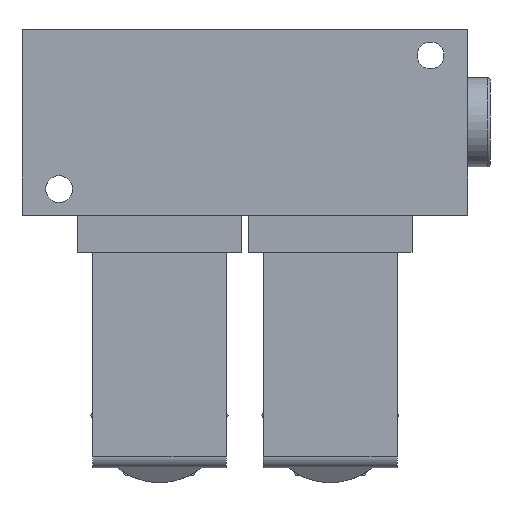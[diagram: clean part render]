
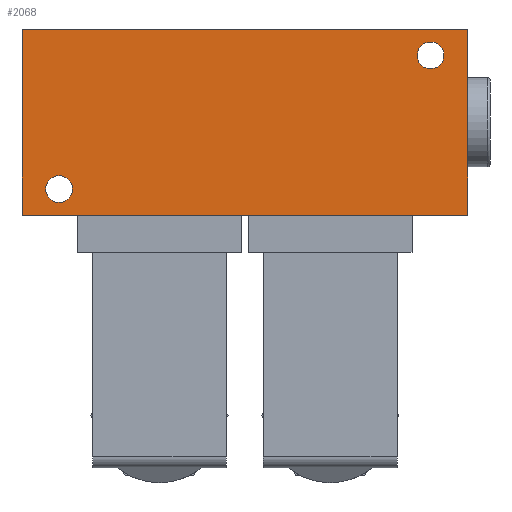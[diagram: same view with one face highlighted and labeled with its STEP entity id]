
A CAD part, front view. The second image highlights one B-rep face of the part: STEP entity #2068.
In plain terms, the highlighted planar face has unit normal (0, -1, 0).
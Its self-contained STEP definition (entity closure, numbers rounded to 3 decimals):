
#62=PLANE('',#2254);
#155=CIRCLE('',#2255,1.8);
#156=CIRCLE('',#2256,1.8);
#403=ORIENTED_EDGE('',*,*,#936,.T.);
#404=ORIENTED_EDGE('',*,*,#937,.F.);
#405=ORIENTED_EDGE('',*,*,#938,.T.);
#406=ORIENTED_EDGE('',*,*,#939,.F.);
#407=ORIENTED_EDGE('',*,*,#940,.F.);
#408=ORIENTED_EDGE('',*,*,#934,.T.);
#934=EDGE_CURVE('',#1194,#1193,#1373,.T.);
#936=EDGE_CURVE('',#1195,#1195,#155,.T.);
#937=EDGE_CURVE('',#1196,#1196,#156,.T.);
#938=EDGE_CURVE('',#1193,#1197,#1375,.T.);
#939=EDGE_CURVE('',#1198,#1197,#1376,.T.);
#940=EDGE_CURVE('',#1194,#1198,#1377,.T.);
#1193=VERTEX_POINT('',#3343);
#1194=VERTEX_POINT('',#3345);
#1195=VERTEX_POINT('',#3349);
#1196=VERTEX_POINT('',#3351);
#1197=VERTEX_POINT('',#3353);
#1198=VERTEX_POINT('',#3355);
#1373=LINE('',#3344,#1525);
#1375=LINE('',#3352,#1527);
#1376=LINE('',#3354,#1528);
#1377=LINE('',#3356,#1529);
#1525=VECTOR('',#2626,1000.);
#1527=VECTOR('',#2634,1000.);
#1528=VECTOR('',#2635,1000.);
#1529=VECTOR('',#2636,1000.);
#1633=EDGE_LOOP('',(#403));
#1634=EDGE_LOOP('',(#404));
#1635=EDGE_LOOP('',(#405,#406,#407,#408));
#1839=FACE_BOUND('',#1633,.T.);
#1840=FACE_BOUND('',#1634,.T.);
#1841=FACE_BOUND('',#1635,.T.);
#2068=ADVANCED_FACE('',(#1839,#1840,#1841),#62,.F.);
#2254=AXIS2_PLACEMENT_3D('',#3347,#2628,#2629);
#2255=AXIS2_PLACEMENT_3D('',#3348,#2630,#2631);
#2256=AXIS2_PLACEMENT_3D('',#3350,#2632,#2633);
#2626=DIRECTION('',(0.,0.,-1.));
#2628=DIRECTION('',(0.,1.,0.));
#2629=DIRECTION('',(0.,0.,1.));
#2630=DIRECTION('',(0.,1.,0.));
#2631=DIRECTION('',(0.,0.,1.));
#2632=DIRECTION('',(0.,-1.,0.));
#2633=DIRECTION('',(0.,0.,-1.));
#2634=DIRECTION('',(1.,0.,0.));
#2635=DIRECTION('',(0.,0.,-1.));
#2636=DIRECTION('',(1.,0.,0.));
#3343=CARTESIAN_POINT('',(-41.5,0.,-12.5));
#3344=CARTESIAN_POINT('',(-41.5,0.,12.5));
#3345=CARTESIAN_POINT('',(-41.5,0.,12.5));
#3347=CARTESIAN_POINT('',(-41.5,0.,12.5));
#3348=CARTESIAN_POINT('',(-36.5,0.,-9.));
#3349=CARTESIAN_POINT('',(-36.5,0.,-7.2));
#3350=CARTESIAN_POINT('',(13.5,0.,9.));
#3351=CARTESIAN_POINT('',(13.5,0.,7.2));
#3352=CARTESIAN_POINT('',(-41.5,0.,-12.5));
#3353=CARTESIAN_POINT('',(18.5,0.,-12.5));
#3354=CARTESIAN_POINT('',(18.5,0.,12.5));
#3355=CARTESIAN_POINT('',(18.5,0.,12.5));
#3356=CARTESIAN_POINT('',(-41.5,0.,12.5));
